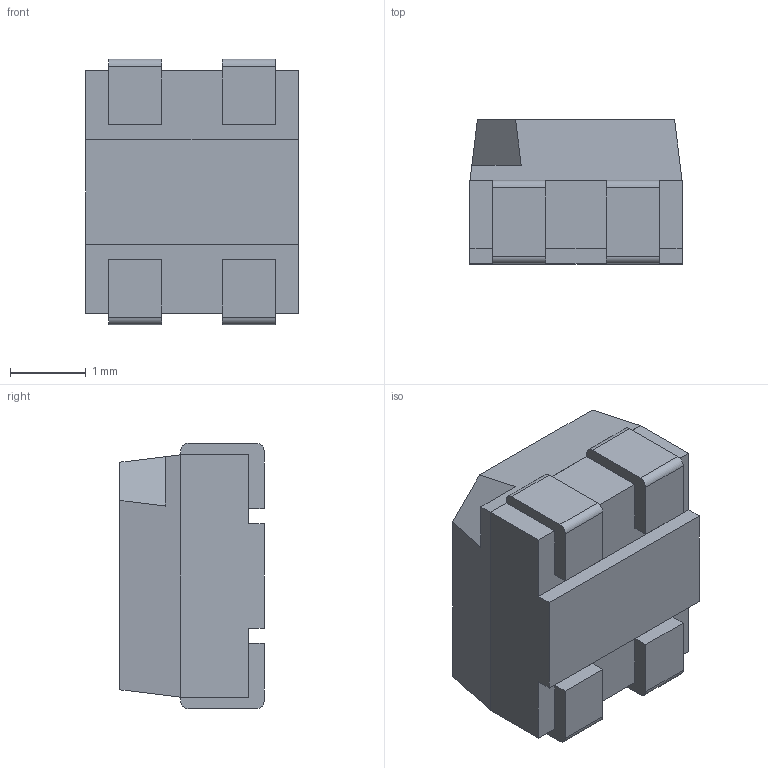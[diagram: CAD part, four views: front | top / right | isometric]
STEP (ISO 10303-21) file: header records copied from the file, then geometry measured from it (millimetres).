
FILE_DESCRIPTION(/* description */ (''),/* implementation_level */ '2;1');
FILE_NAME(/* name */ 'ASMB-MTB0-0A3A2.step',/* time_stamp */ '2022-08-08T10:23:16+02:00',/* author */ (''),/* organization */ (''),/* preprocessor_version */ 'ST-DEVELOPER v19',/* originating_system */ 'Autodesk Translation Framework v11.7.0.108',/* authorisation */ '');
FILE_SCHEMA (('AUTOMOTIVE_DESIGN { 1 0 10303 214 3 1 1 }'));
Length unit declared in the file: millimetre
Products named in the file (1): ASMB-MTB0-0A3A2
Bounding box: 2.8 x 1.9 x 3.5 mm (x, y, z)
Volume: 15.2 mm3; surface area: 60 mm2
Topology: 1 solids, 1 shells, 96 faces, 271 edges, 178 vertices
Faces by surface type: plane 82, cylinder 13, cone 1
Full cylindrical faces by diameter (mm): 2.4 x1
Entity records: 3158 total; most frequent: CARTESIAN_POINT 546, ORIENTED_EDGE 542, DIRECTION 497, EDGE_CURVE 271, LINE 239, VECTOR 239, VERTEX_POINT 178, AXIS2_PLACEMENT_3D 129
